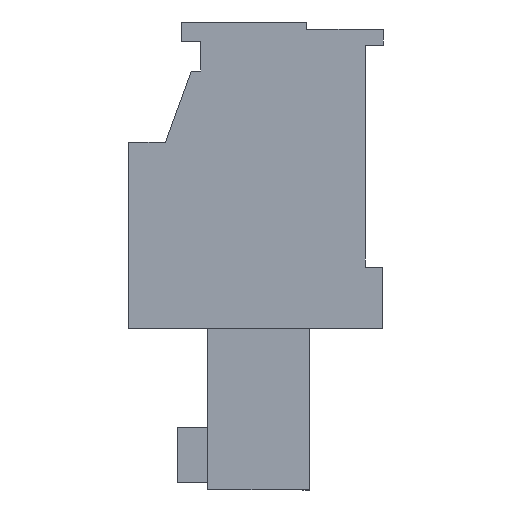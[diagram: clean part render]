
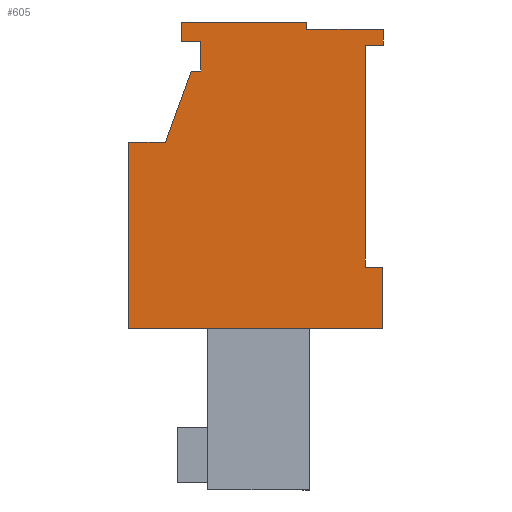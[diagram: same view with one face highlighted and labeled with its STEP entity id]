
A CAD part, left-side view. The second image highlights one B-rep face of the part: STEP entity #605.
In plain terms, the highlighted planar face has unit normal (-1, 0, 0).
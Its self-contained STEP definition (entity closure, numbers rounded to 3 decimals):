
#489=AXIS2_PLACEMENT_3D('Plane Axis2P3D',#486,#487,#488) ;
#49=CARTESIAN_POINT('Vertex',(0.,7.45,17.1)) ;
#52=CARTESIAN_POINT('Line Origine',(0.,7.45,17.7)) ;
#56=CARTESIAN_POINT('Vertex',(0.,7.45,18.3)) ;
#107=CARTESIAN_POINT('Line Origine',(0.,7.647,17.1)) ;
#111=CARTESIAN_POINT('Vertex',(0.,7.844,17.1)) ;
#486=CARTESIAN_POINT('Axis2P3D Location',(0.,5.25,6.6)) ;
#491=CARTESIAN_POINT('Line Origine',(0.,0.05,7.85)) ;
#495=CARTESIAN_POINT('Vertex',(0.,0.05,9.1)) ;
#497=CARTESIAN_POINT('Vertex',(0.,0.05,6.6)) ;
#500=CARTESIAN_POINT('Line Origine',(0.,0.4,9.1)) ;
#504=CARTESIAN_POINT('Vertex',(0.,0.75,9.1)) ;
#507=CARTESIAN_POINT('Line Origine',(0.,0.75,13.625)) ;
#511=CARTESIAN_POINT('Vertex',(0.,0.75,18.15)) ;
#514=CARTESIAN_POINT('Line Origine',(0.,0.375,18.15)) ;
#518=CARTESIAN_POINT('Vertex',(0.,0.,18.15)) ;
#521=CARTESIAN_POINT('Line Origine',(0.,0.,18.475)) ;
#525=CARTESIAN_POINT('Vertex',(0.,0.,18.8)) ;
#528=CARTESIAN_POINT('Line Origine',(0.,1.565,18.8)) ;
#532=CARTESIAN_POINT('Vertex',(0.,3.13,18.8)) ;
#535=CARTESIAN_POINT('Line Origine',(0.,3.13,18.95)) ;
#539=CARTESIAN_POINT('Vertex',(0.,3.13,19.1)) ;
#542=CARTESIAN_POINT('Line Origine',(0.,5.69,19.1)) ;
#546=CARTESIAN_POINT('Vertex',(0.,8.25,19.1)) ;
#549=CARTESIAN_POINT('Line Origine',(0.,8.25,18.7)) ;
#553=CARTESIAN_POINT('Vertex',(0.,8.25,18.3)) ;
#556=CARTESIAN_POINT('Line Origine',(0.,7.85,18.3)) ;
#561=CARTESIAN_POINT('Line Origine',(0.,8.372,15.65)) ;
#565=CARTESIAN_POINT('Vertex',(0.,8.9,14.2)) ;
#568=CARTESIAN_POINT('Line Origine',(0.,9.65,14.2)) ;
#572=CARTESIAN_POINT('Vertex',(0.,10.4,14.2)) ;
#575=CARTESIAN_POINT('Line Origine',(0.,10.4,10.4)) ;
#579=CARTESIAN_POINT('Vertex',(0.,10.4,6.6)) ;
#582=CARTESIAN_POINT('Line Origine',(0.,5.225,6.6)) ;
#53=DIRECTION('Vector Direction',(0.,0.,1.)) ;
#108=DIRECTION('Vector Direction',(0.,-1.,0.)) ;
#487=DIRECTION('Axis2P3D Direction',(1.,0.,0.)) ;
#488=DIRECTION('Axis2P3D XDirection',(0.,1.,0.)) ;
#492=DIRECTION('Vector Direction',(0.,0.,-1.)) ;
#501=DIRECTION('Vector Direction',(0.,-1.,0.)) ;
#508=DIRECTION('Vector Direction',(0.,0.,-1.)) ;
#515=DIRECTION('Vector Direction',(0.,1.,0.)) ;
#522=DIRECTION('Vector Direction',(0.,0.,-1.)) ;
#529=DIRECTION('Vector Direction',(0.,-1.,0.)) ;
#536=DIRECTION('Vector Direction',(0.,0.,1.)) ;
#543=DIRECTION('Vector Direction',(0.,-1.,0.)) ;
#550=DIRECTION('Vector Direction',(0.,0.,1.)) ;
#557=DIRECTION('Vector Direction',(0.,-1.,0.)) ;
#562=DIRECTION('Vector Direction',(0.,-0.342,0.94)) ;
#569=DIRECTION('Vector Direction',(0.,-1.,0.)) ;
#576=DIRECTION('Vector Direction',(0.,0.,1.)) ;
#583=DIRECTION('Vector Direction',(0.,1.,0.)) ;
#54=VECTOR('Line Direction',#53,1.) ;
#109=VECTOR('Line Direction',#108,1.) ;
#493=VECTOR('Line Direction',#492,1.) ;
#502=VECTOR('Line Direction',#501,1.) ;
#509=VECTOR('Line Direction',#508,1.) ;
#516=VECTOR('Line Direction',#515,1.) ;
#523=VECTOR('Line Direction',#522,1.) ;
#530=VECTOR('Line Direction',#529,1.) ;
#537=VECTOR('Line Direction',#536,1.) ;
#544=VECTOR('Line Direction',#543,1.) ;
#551=VECTOR('Line Direction',#550,1.) ;
#558=VECTOR('Line Direction',#557,1.) ;
#563=VECTOR('Line Direction',#562,1.) ;
#570=VECTOR('Line Direction',#569,1.) ;
#577=VECTOR('Line Direction',#576,1.) ;
#584=VECTOR('Line Direction',#583,1.) ;
#588=ORIENTED_EDGE('',*,*,#499,.F.) ;
#589=ORIENTED_EDGE('',*,*,#506,.F.) ;
#590=ORIENTED_EDGE('',*,*,#513,.F.) ;
#591=ORIENTED_EDGE('',*,*,#520,.F.) ;
#592=ORIENTED_EDGE('',*,*,#527,.F.) ;
#593=ORIENTED_EDGE('',*,*,#534,.F.) ;
#594=ORIENTED_EDGE('',*,*,#541,.T.) ;
#595=ORIENTED_EDGE('',*,*,#548,.F.) ;
#596=ORIENTED_EDGE('',*,*,#555,.F.) ;
#597=ORIENTED_EDGE('',*,*,#560,.T.) ;
#598=ORIENTED_EDGE('',*,*,#58,.F.) ;
#599=ORIENTED_EDGE('',*,*,#113,.F.) ;
#600=ORIENTED_EDGE('',*,*,#567,.F.) ;
#601=ORIENTED_EDGE('',*,*,#574,.F.) ;
#602=ORIENTED_EDGE('',*,*,#581,.F.) ;
#603=ORIENTED_EDGE('',*,*,#586,.F.) ;
#605=ADVANCED_FACE('HOUSING',(#604),#490,.F.) ;
#58=EDGE_CURVE('',#50,#57,#55,.T.) ;
#113=EDGE_CURVE('',#112,#50,#110,.T.) ;
#499=EDGE_CURVE('',#496,#498,#494,.T.) ;
#506=EDGE_CURVE('',#505,#496,#503,.T.) ;
#513=EDGE_CURVE('',#512,#505,#510,.T.) ;
#520=EDGE_CURVE('',#519,#512,#517,.T.) ;
#527=EDGE_CURVE('',#526,#519,#524,.T.) ;
#534=EDGE_CURVE('',#533,#526,#531,.T.) ;
#541=EDGE_CURVE('',#533,#540,#538,.T.) ;
#548=EDGE_CURVE('',#547,#540,#545,.T.) ;
#555=EDGE_CURVE('',#554,#547,#552,.T.) ;
#560=EDGE_CURVE('',#554,#57,#559,.T.) ;
#567=EDGE_CURVE('',#566,#112,#564,.T.) ;
#574=EDGE_CURVE('',#573,#566,#571,.T.) ;
#581=EDGE_CURVE('',#580,#573,#578,.T.) ;
#586=EDGE_CURVE('',#498,#580,#585,.T.) ;
#587=EDGE_LOOP('',(#588,#589,#590,#591,#592,#593,#594,#595,#596,#597,#598,#599,#600,#601,#602,#603)) ;
#604=FACE_OUTER_BOUND('',#587,.T.) ;
#55=LINE('Line',#52,#54) ;
#110=LINE('Line',#107,#109) ;
#494=LINE('Line',#491,#493) ;
#503=LINE('Line',#500,#502) ;
#510=LINE('Line',#507,#509) ;
#517=LINE('Line',#514,#516) ;
#524=LINE('Line',#521,#523) ;
#531=LINE('Line',#528,#530) ;
#538=LINE('Line',#535,#537) ;
#545=LINE('Line',#542,#544) ;
#552=LINE('Line',#549,#551) ;
#559=LINE('Line',#556,#558) ;
#564=LINE('Line',#561,#563) ;
#571=LINE('Line',#568,#570) ;
#578=LINE('Line',#575,#577) ;
#585=LINE('Line',#582,#584) ;
#490=PLANE('',#489) ;
#50=VERTEX_POINT('',#49) ;
#57=VERTEX_POINT('',#56) ;
#112=VERTEX_POINT('',#111) ;
#496=VERTEX_POINT('',#495) ;
#498=VERTEX_POINT('',#497) ;
#505=VERTEX_POINT('',#504) ;
#512=VERTEX_POINT('',#511) ;
#519=VERTEX_POINT('',#518) ;
#526=VERTEX_POINT('',#525) ;
#533=VERTEX_POINT('',#532) ;
#540=VERTEX_POINT('',#539) ;
#547=VERTEX_POINT('',#546) ;
#554=VERTEX_POINT('',#553) ;
#566=VERTEX_POINT('',#565) ;
#573=VERTEX_POINT('',#572) ;
#580=VERTEX_POINT('',#579) ;
